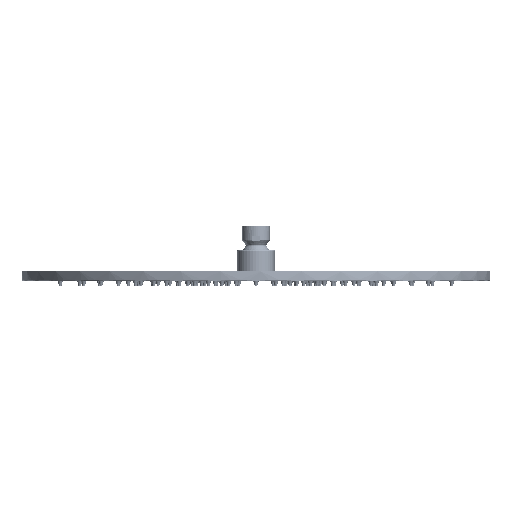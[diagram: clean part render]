
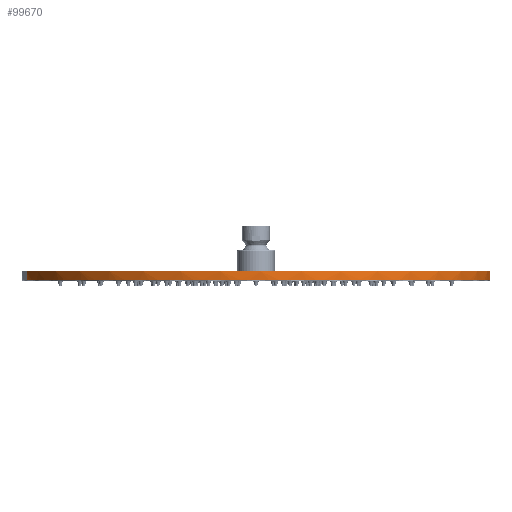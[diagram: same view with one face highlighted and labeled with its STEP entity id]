
A CAD part, left-side view. The second image highlights one B-rep face of the part: STEP entity #99670.
In plain terms, the highlighted cylindrical face has radius 200 mm (diameter 400 mm), a partial arc.
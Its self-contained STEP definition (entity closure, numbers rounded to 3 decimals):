
#2568=CARTESIAN_POINT('',(0.,0.,
1.5));
#2569=DIRECTION('',(0.,0.,-1.));
#2570=DIRECTION('',(0.195,-0.981,0.));
#2571=AXIS2_PLACEMENT_3D('',#2568,#2569,#2570);
#2584=DIRECTION('',(0.,0.,-1.));
#2585=VECTOR('',#2584,7.);
#2586=CARTESIAN_POINT('',(39.018,-196.157,8.5));
#2587=LINE('',#2586,#2585);
#2591=DIRECTION('',(0.,0.,-1.));
#2592=VECTOR('',#2591,7.);
#2593=CARTESIAN_POINT('',(-39.018,196.157,8.5));
#2594=LINE('',#2593,#2592);
#2598=CARTESIAN_POINT('',(0.,0.,8.5));
#2599=DIRECTION('',(0.,0.,1.));
#2600=DIRECTION('',(-0.195,0.981,0.));
#2601=AXIS2_PLACEMENT_3D('',#2598,#2599,#2600);
#97260=CARTESIAN_POINT('',(-39.018,196.157,
8.5));
#97261=CARTESIAN_POINT('',(39.018,-196.157,
8.5));
#97262=VERTEX_POINT('',#97260);
#97263=VERTEX_POINT('',#97261);
#97336=CARTESIAN_POINT('',(39.018,-196.157,
1.5));
#97337=CARTESIAN_POINT('',(-39.018,196.157,
1.5));
#97338=VERTEX_POINT('',#97336);
#97339=VERTEX_POINT('',#97337);
#99656=CARTESIAN_POINT('',(0.,0.,8.5));
#99657=DIRECTION('',(0.,0.,-1.));
#99658=DIRECTION('',(0.195,-0.981,0.));
#99659=AXIS2_PLACEMENT_3D('',#99656,#99657,#99658);
#99660=CYLINDRICAL_SURFACE('',#99659,200.);
#99661=ORIENTED_EDGE('',*,*,#99642,.T.);
#99663=ORIENTED_EDGE('',*,*,#99662,.F.);
#99665=ORIENTED_EDGE('',*,*,#99664,.T.);
#99667=ORIENTED_EDGE('',*,*,#99666,.T.);
#99668=EDGE_LOOP('',(#99661,#99663,#99665,#99667));
#99669=FACE_OUTER_BOUND('',#99668,.F.);
#99670=ADVANCED_FACE('',(#99669),#99660,.T.);
#2572=CIRCLE('',#2571,200.);
#2602=CIRCLE('',#2601,200.);
#99642=EDGE_CURVE('',#97338,#97339,#2572,.T.);
#99662=EDGE_CURVE('',#97262,#97339,#2594,.T.);
#99664=EDGE_CURVE('',#97262,#97263,#2602,.T.);
#99666=EDGE_CURVE('',#97263,#97338,#2587,.T.);
